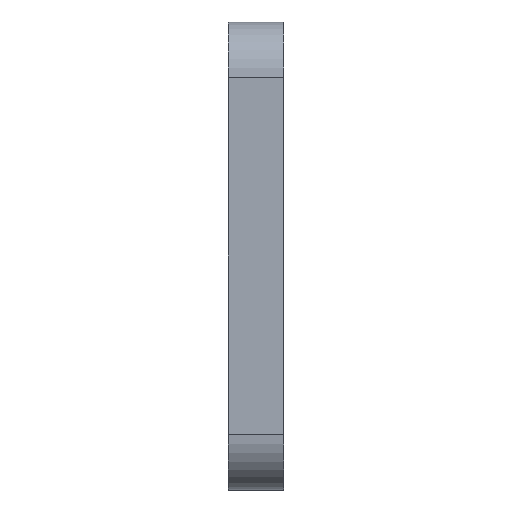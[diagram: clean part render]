
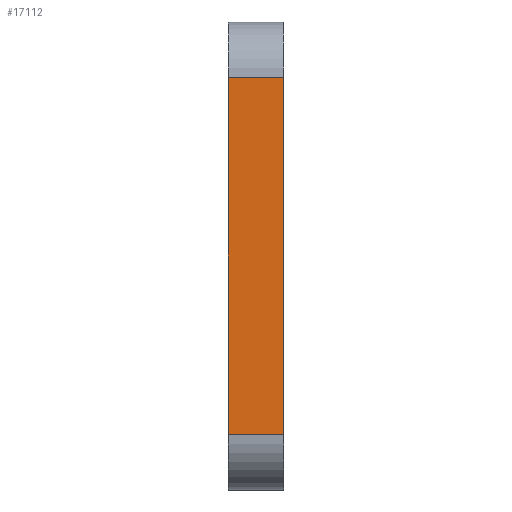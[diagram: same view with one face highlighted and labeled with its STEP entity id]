
A CAD part, left-side view. The second image highlights one B-rep face of the part: STEP entity #17112.
In plain terms, the highlighted face is planar.
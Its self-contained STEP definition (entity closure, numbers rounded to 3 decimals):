
#796 = CARTESIAN_POINT ( 'NONE',  ( -160., 25., -165. ) ) ;
#1440 = CARTESIAN_POINT ( 'NONE',  ( -160., -25., -165. ) ) ;
#3610 = VECTOR ( 'NONE', #21379, 1000. ) ;
#4048 = AXIS2_PLACEMENT_3D ( 'NONE', #12895, #14858, #18728 ) ;
#5986 = EDGE_CURVE ( 'NONE', #24437, #18124, #25227, .T. ) ;
#6364 = LINE ( 'NONE', #23002, #3610 ) ;
#6719 = ORIENTED_EDGE ( 'NONE', *, *, #5986, .T. ) ;
#7237 = VECTOR ( 'NONE', #22616, 1000. ) ;
#7246 = FACE_OUTER_BOUND ( 'NONE', #10345, .T. ) ;
#7324 = CARTESIAN_POINT ( 'NONE',  ( 160., 25., -165. ) ) ;
#7844 = VECTOR ( 'NONE', #24467, 1000. ) ;
#10345 = EDGE_LOOP ( 'NONE', ( #19388, #6719, #16046, #23904 ) ) ;
#12895 = CARTESIAN_POINT ( 'NONE',  ( -210., 25., -165. ) ) ;
#13031 = CARTESIAN_POINT ( 'NONE',  ( 160., 25., -165. ) ) ;
#14688 = PLANE ( 'NONE',  #4048 ) ;
#14858 = DIRECTION ( 'NONE',  ( 0., 0., 1. ) ) ;
#16046 = ORIENTED_EDGE ( 'NONE', *, *, #17558, .T. ) ;
#16175 = EDGE_CURVE ( 'NONE', #24437, #17288, #6364, .T. ) ;
#16407 = CARTESIAN_POINT ( 'NONE',  ( 160., -25., -165. ) ) ;
#16512 = VERTEX_POINT ( 'NONE', #1440 ) ;
#17112 = ADVANCED_FACE ( 'NONE', ( #7246 ), #14688, .F. ) ;
#17288 = VERTEX_POINT ( 'NONE', #21200 ) ;
#17558 = EDGE_CURVE ( 'NONE', #18124, #16512, #18210, .T. ) ;
#18124 = VERTEX_POINT ( 'NONE', #16407 ) ;
#18210 = LINE ( 'NONE', #19998, #7844 ) ;
#18728 = DIRECTION ( 'NONE',  ( 1., 0., 0. ) ) ;
#19388 = ORIENTED_EDGE ( 'NONE', *, *, #16175, .F. ) ;
#19998 = CARTESIAN_POINT ( 'NONE',  ( -210., -25., -165. ) ) ;
#21200 = CARTESIAN_POINT ( 'NONE',  ( -160., 25., -165. ) ) ;
#21379 = DIRECTION ( 'NONE',  ( -1., 0., 0. ) ) ;
#22616 = DIRECTION ( 'NONE',  ( 0., -1., 0. ) ) ;
#23002 = CARTESIAN_POINT ( 'NONE',  ( -210., 25., -165. ) ) ;
#23413 = LINE ( 'NONE', #796, #24029 ) ;
#23904 = ORIENTED_EDGE ( 'NONE', *, *, #25009, .T. ) ;
#23970 = DIRECTION ( 'NONE',  ( 0., 1., 0. ) ) ;
#24029 = VECTOR ( 'NONE', #23970, 1000. ) ;
#24437 = VERTEX_POINT ( 'NONE', #7324 ) ;
#24467 = DIRECTION ( 'NONE',  ( -1., 0., 0. ) ) ;
#25009 = EDGE_CURVE ( 'NONE', #16512, #17288, #23413, .T. ) ;
#25227 = LINE ( 'NONE', #13031, #7237 ) ;
